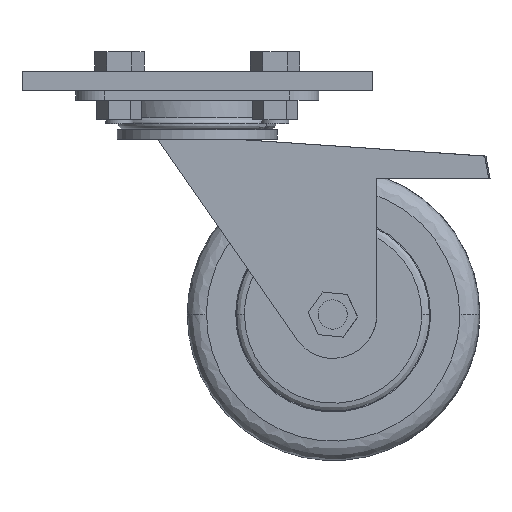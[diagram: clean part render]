
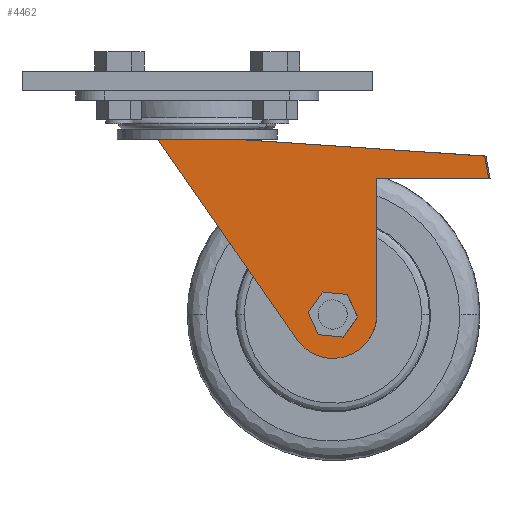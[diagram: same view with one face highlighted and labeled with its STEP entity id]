
A CAD part, front view. The second image highlights one B-rep face of the part: STEP entity #4462.
In plain terms, the highlighted free-form (B-spline) face has degree [1, 1] with [2, 2] control points.
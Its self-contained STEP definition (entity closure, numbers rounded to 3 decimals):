
#3742 = EDGE_CURVE('',#3743,#3745,#3747,.T.);
#3743 = VERTEX_POINT('',#3744);
#3744 = CARTESIAN_POINT('',(116.838,-44.271,
    -139.46));
#3745 = VERTEX_POINT('',#3746);
#3746 = CARTESIAN_POINT('',(64.896,-43.754,
    -155.747));
#3747 = ( BOUNDED_CURVE() B_SPLINE_CURVE(2,(#3748,#3749,#3750),
.UNSPECIFIED.,.F.,.F.) B_SPLINE_CURVE_WITH_KNOTS((3,3),(4.712,
7.246),.PIECEWISE_BEZIER_KNOTS.) CURVE() 
GEOMETRIC_REPRESENTATION_ITEM() RATIONAL_B_SPLINE_CURVE((1.,
0.299,1.)) REPRESENTATION_ITEM('') );
#3748 = CARTESIAN_POINT('',(116.838,-44.271,
    -139.46));
#3749 = CARTESIAN_POINT('',(116.838,-44.271,
    -230.436));
#3750 = CARTESIAN_POINT('',(64.896,-43.754,
    -155.747));
#3782 = EDGE_CURVE('',#3743,#3783,#3785,.T.);
#3783 = VERTEX_POINT('',#3784);
#3784 = CARTESIAN_POINT('',(116.838,-44.271,
    -50.713));
#3785 = B_SPLINE_CURVE_WITH_KNOTS('',1,(#3786,#3787),.UNSPECIFIED.,.F.,
  .F.,(2,2),(-35.,35.),.PIECEWISE_BEZIER_KNOTS.);
#3786 = CARTESIAN_POINT('',(116.838,-44.271,
    -139.46));
#3787 = CARTESIAN_POINT('',(116.838,-44.271,
    -50.713));
#3869 = EDGE_CURVE('',#3870,#3745,#3872,.T.);
#3870 = VERTEX_POINT('',#3871);
#3871 = CARTESIAN_POINT('',(-25.784,-42.851,
    -25.356));
#3872 = B_SPLINE_CURVE_WITH_KNOTS('',1,(#3873,#3874),.UNSPECIFIED.,.F.,
  .F.,(2,2),(-62.637,62.637),.PIECEWISE_BEZIER_KNOTS.);
#3873 = CARTESIAN_POINT('',(-25.784,-42.851,
    -25.356));
#3874 = CARTESIAN_POINT('',(64.896,-43.754,
    -155.747));
#3891 = EDGE_CURVE('',#3783,#3892,#3894,.T.);
#3892 = VERTEX_POINT('',#3893);
#3893 = CARTESIAN_POINT('',(189.734,-44.996,
    -50.713));
#3894 = B_SPLINE_CURVE_WITH_KNOTS('',1,(#3895,#3896),.UNSPECIFIED.,.F.,
  .F.,(2,2),(-28.75,28.75),.PIECEWISE_BEZIER_KNOTS.);
#3895 = CARTESIAN_POINT('',(116.838,-44.271,
    -50.713));
#3896 = CARTESIAN_POINT('',(189.734,-44.996,
    -50.713));
#3913 = EDGE_CURVE('',#3892,#3914,#3916,.T.);
#3914 = VERTEX_POINT('',#3915);
#3915 = CARTESIAN_POINT('',(187.156,-44.971,
    -36.291));
#3916 = B_SPLINE_CURVE_WITH_KNOTS('',1,(#3917,#3918),.UNSPECIFIED.,.F.,
  .F.,(2,2),(-5.778,5.778),.PIECEWISE_BEZIER_KNOTS.);
#3917 = CARTESIAN_POINT('',(189.734,-44.996,
    -50.713));
#3918 = CARTESIAN_POINT('',(187.156,-44.971,
    -36.291));
#4003 = EDGE_CURVE('',#4004,#3870,#4006,.T.);
#4004 = VERTEX_POINT('',#4005);
#4005 = CARTESIAN_POINT('',(24.926,-43.356,
    -25.356));
#4006 = B_SPLINE_CURVE_WITH_KNOTS('',1,(#4007,#4008),.UNSPECIFIED.,.F.,
  .F.,(2,2),(-20.,20.),.PIECEWISE_BEZIER_KNOTS.);
#4007 = CARTESIAN_POINT('',(24.926,-43.356,
    -25.356));
#4008 = CARTESIAN_POINT('',(-25.784,-42.851,
    -25.356));
#4023 = EDGE_CURVE('',#4024,#4026,#4028,.T.);
#4024 = VERTEX_POINT('',#4025);
#4025 = CARTESIAN_POINT('',(97.822,-44.081,
    -139.46));
#4026 = VERTEX_POINT('',#4027);
#4027 = CARTESIAN_POINT('',(78.806,-43.892,
    -139.46));
#4028 = ( BOUNDED_CURVE() B_SPLINE_CURVE(2,(#4029,#4030,#4031,#4032,
#4033),.UNSPECIFIED.,.F.,.F.) B_SPLINE_CURVE_WITH_KNOTS((3,2,3),(
    4.712,6.283,7.854),
.PIECEWISE_BEZIER_KNOTS.) CURVE() GEOMETRIC_REPRESENTATION_ITEM() 
RATIONAL_B_SPLINE_CURVE((1.,0.707,1.,0.707,1.)) 
REPRESENTATION_ITEM('') );
#4029 = CARTESIAN_POINT('',(97.822,-44.081,
    -139.46));
#4030 = CARTESIAN_POINT('',(97.822,-44.081,
    -148.969));
#4031 = CARTESIAN_POINT('',(88.314,-43.987,
    -148.969));
#4032 = CARTESIAN_POINT('',(78.806,-43.892,
    -148.969));
#4033 = CARTESIAN_POINT('',(78.806,-43.892,
    -139.46));
#4060 = EDGE_CURVE('',#4026,#4024,#4061,.T.);
#4061 = ( BOUNDED_CURVE() B_SPLINE_CURVE(2,(#4062,#4063,#4064,#4065,
#4066),.UNSPECIFIED.,.F.,.F.) B_SPLINE_CURVE_WITH_KNOTS((3,2,3),(
    1.571,3.142,4.712),
.PIECEWISE_BEZIER_KNOTS.) CURVE() GEOMETRIC_REPRESENTATION_ITEM() 
RATIONAL_B_SPLINE_CURVE((1.,0.707,1.,0.707,1.)) 
REPRESENTATION_ITEM('') );
#4062 = CARTESIAN_POINT('',(78.806,-43.892,
    -139.46));
#4063 = CARTESIAN_POINT('',(78.806,-43.892,
    -129.951));
#4064 = CARTESIAN_POINT('',(88.314,-43.987,
    -129.951));
#4065 = CARTESIAN_POINT('',(97.822,-44.081,
    -129.951));
#4066 = CARTESIAN_POINT('',(97.822,-44.081,
    -139.46));
#4462 = ADVANCED_FACE('',(#4463,#4476),#4480,.F.);
#4463 = FACE_BOUND('',#4464,.T.);
#4464 = EDGE_LOOP('',(#4465,#4466,#4467,#4468,#4469,#4470,#4471));
#4465 = ORIENTED_EDGE('',*,*,#4003,.T.);
#4466 = ORIENTED_EDGE('',*,*,#3869,.T.);
#4467 = ORIENTED_EDGE('',*,*,#3742,.F.);
#4468 = ORIENTED_EDGE('',*,*,#3782,.T.);
#4469 = ORIENTED_EDGE('',*,*,#3891,.T.);
#4470 = ORIENTED_EDGE('',*,*,#3913,.T.);
#4471 = ORIENTED_EDGE('',*,*,#4472,.F.);
#4472 = EDGE_CURVE('',#4004,#3914,#4473,.T.);
#4473 = B_SPLINE_CURVE_WITH_KNOTS('',1,(#4474,#4475),.UNSPECIFIED.,.F.,
  .F.,(2,2),(-64.128,64.128),.PIECEWISE_BEZIER_KNOTS.);
#4474 = CARTESIAN_POINT('',(24.926,-43.356,
    -25.356));
#4475 = CARTESIAN_POINT('',(187.156,-44.971,
    -36.291));
#4476 = FACE_BOUND('',#4477,.T.);
#4477 = EDGE_LOOP('',(#4478,#4479));
#4478 = ORIENTED_EDGE('',*,*,#4023,.T.);
#4479 = ORIENTED_EDGE('',*,*,#4060,.T.);
#4480 = B_SPLINE_SURFACE_WITH_KNOTS('',1,1,(
    (#4481,#4482)
    ,(#4483,#4484
    )),.UNSPECIFIED.,.F.,.F.,.F.,(2,2),(2,2),(-150.,20.),(-112.5,
    0.),.PIECEWISE_BEZIER_KNOTS.);
#4481 = CARTESIAN_POINT('',(189.734,-44.996,
    -167.986));
#4482 = CARTESIAN_POINT('',(189.734,-44.996,
    -25.356));
#4483 = CARTESIAN_POINT('',(-25.784,-42.851,
    -167.986));
#4484 = CARTESIAN_POINT('',(-25.784,-42.851,
    -25.356));
